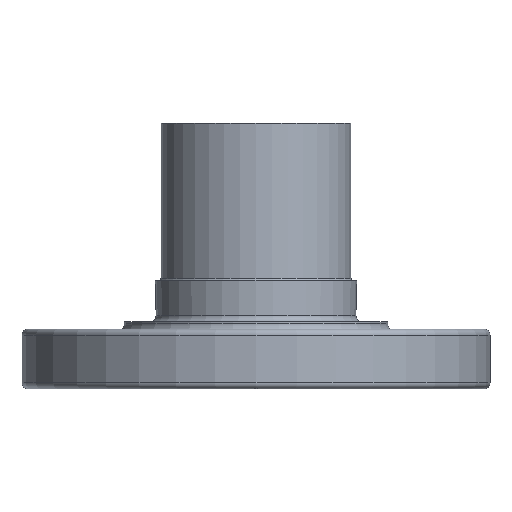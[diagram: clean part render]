
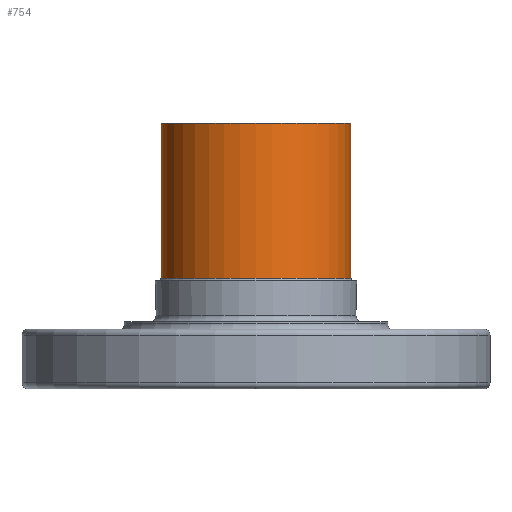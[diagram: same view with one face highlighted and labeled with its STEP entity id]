
A CAD part, left-side view. The second image highlights one B-rep face of the part: STEP entity #754.
In plain terms, the highlighted cylindrical face has radius 3.18 mm (diameter 6.36 mm), a partial arc.
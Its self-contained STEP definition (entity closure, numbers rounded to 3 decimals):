
#313=CARTESIAN_POINT('',(0.,0.,-1.462));
#314=DIRECTION('',(0.,0.,-1.));
#315=DIRECTION('',(0.,1.,0.));
#316=AXIS2_PLACEMENT_3D('',#313,#314,#315);
#345=DIRECTION('',(0.,0.,1.));
#346=VECTOR('',#345,5.19);
#347=CARTESIAN_POINT('',(0.,3.18,-6.651));
#348=LINE('',#347,#346);
#352=DIRECTION('',(0.,0.,1.));
#353=VECTOR('',#352,5.19);
#354=CARTESIAN_POINT('',(0.,-3.18,-6.651));
#355=LINE('',#354,#353);
#367=CARTESIAN_POINT('',(0.,0.,-6.651));
#368=DIRECTION('',(0.,0.,-1.));
#369=DIRECTION('',(0.,1.,0.));
#370=AXIS2_PLACEMENT_3D('',#367,#368,#369);
#379=CARTESIAN_POINT('',(0.,3.18,-6.651));
#380=CARTESIAN_POINT('',(0.,3.18,-1.462));
#381=VERTEX_POINT('',#379);
#382=VERTEX_POINT('',#380);
#401=CARTESIAN_POINT('',(0.,-3.18,-6.651));
#402=CARTESIAN_POINT('',(0.,-3.18,-1.462));
#403=VERTEX_POINT('',#401);
#404=VERTEX_POINT('',#402);
#742=CARTESIAN_POINT('',(0.,0.,2.641));
#743=DIRECTION('',(0.,0.,-1.));
#744=DIRECTION('',(0.,-1.,0.));
#745=AXIS2_PLACEMENT_3D('',#742,#743,#744);
#746=CYLINDRICAL_SURFACE('',#745,3.18);
#747=ORIENTED_EDGE('',*,*,#732,.F.);
#749=ORIENTED_EDGE('',*,*,#748,.T.);
#750=ORIENTED_EDGE('',*,*,#735,.T.);
#751=ORIENTED_EDGE('',*,*,#706,.F.);
#752=EDGE_LOOP('',(#747,#749,#750,#751));
#753=FACE_OUTER_BOUND('',#752,.F.);
#754=ADVANCED_FACE('',(#753),#746,.T.);
#317=CIRCLE('',#316,3.18);
#371=CIRCLE('',#370,3.18);
#706=EDGE_CURVE('',#382,#404,#317,.T.);
#732=EDGE_CURVE('',#381,#382,#348,.T.);
#735=EDGE_CURVE('',#403,#404,#355,.T.);
#748=EDGE_CURVE('',#381,#403,#371,.T.);
